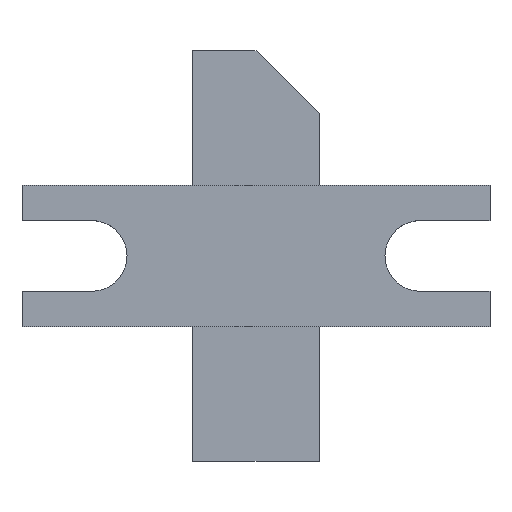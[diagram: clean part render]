
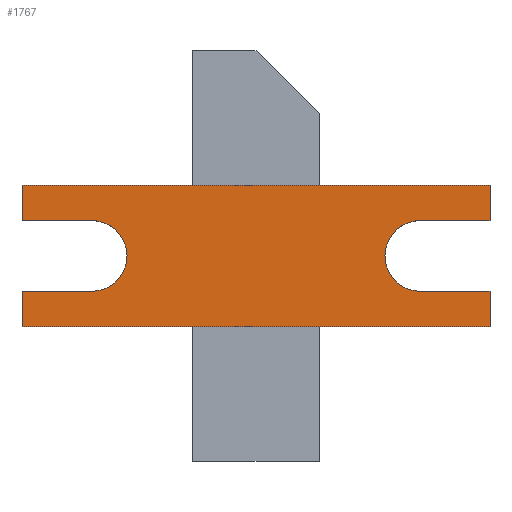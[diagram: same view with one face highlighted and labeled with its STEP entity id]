
A CAD part, top view. The second image highlights one B-rep face of the part: STEP entity #1767.
In plain terms, the highlighted planar face has unit normal (0, 0, 1).
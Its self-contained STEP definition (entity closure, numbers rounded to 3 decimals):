
#1767=ADVANCED_FACE('',(#3062),#3064,.T.);
#3062=FACE_BOUND('',#3063,.T.);
#3063=EDGE_LOOP('',(#4330,#4331,#4332,#4333,#4334,#4335,#4336,#4337,#4338,#4339,
#4340,#4341));
#3064=PLANE('',#3065);
#3065=AXIS2_PLACEMENT_3D('',#3066,#3067,#3068);
#3066=CARTESIAN_POINT('',(0.,0.,1.6));
#3067=DIRECTION('',(0.,0.,1.));
#3068=DIRECTION('',(-1.,0.,0.));
#4330=ORIENTED_EDGE('',*,*,#4842,.T.);
#4331=ORIENTED_EDGE('',*,*,#4840,.T.);
#4332=ORIENTED_EDGE('',*,*,#4862,.T.);
#4333=ORIENTED_EDGE('',*,*,#4860,.T.);
#4334=ORIENTED_EDGE('',*,*,#4858,.T.);
#4335=ORIENTED_EDGE('',*,*,#4856,.T.);
#4336=ORIENTED_EDGE('',*,*,#4854,.T.);
#4337=ORIENTED_EDGE('',*,*,#4852,.T.);
#4338=ORIENTED_EDGE('',*,*,#4850,.T.);
#4339=ORIENTED_EDGE('',*,*,#4848,.T.);
#4340=ORIENTED_EDGE('',*,*,#4846,.T.);
#4341=ORIENTED_EDGE('',*,*,#4844,.T.);
#4840=EDGE_CURVE('',#5694,#5692,#5695,.T.);
#4842=EDGE_CURVE('',#5697,#5694,#5698,.T.);
#4844=EDGE_CURVE('',#5700,#5697,#5701,.T.);
#4846=EDGE_CURVE('',#5703,#5700,#5704,.T.);
#4848=EDGE_CURVE('',#5706,#5703,#5707,.T.);
#4850=EDGE_CURVE('',#5709,#5706,#5710,.T.);
#4852=EDGE_CURVE('',#5712,#5709,#5713,.T.);
#4854=EDGE_CURVE('',#5715,#5712,#5716,.T.);
#4856=EDGE_CURVE('',#5718,#5715,#5719,.T.);
#4858=EDGE_CURVE('',#5721,#5718,#5722,.T.);
#4860=EDGE_CURVE('',#5724,#5721,#5725,.T.);
#4862=EDGE_CURVE('',#5692,#5724,#5727,.T.);
#5692=VERTEX_POINT('',#7583);
#5694=VERTEX_POINT('',#7587);
#5695=LINE('',#7588,#7589);
#5697=VERTEX_POINT('',#7594);
#5698=LINE('',#7595,#7596);
#5700=VERTEX_POINT('',#7601);
#5701=LINE('',#7602,#7603);
#5703=VERTEX_POINT('',#7608);
#5704=CIRCLE('',#7609,1.55);
#5706=VERTEX_POINT('',#7616);
#5707=LINE('',#7617,#7618);
#5709=VERTEX_POINT('',#7623);
#5710=LINE('',#7624,#7625);
#5712=VERTEX_POINT('',#7630);
#5713=LINE('',#7631,#7632);
#5715=VERTEX_POINT('',#7637);
#5716=LINE('',#7638,#7639);
#5718=VERTEX_POINT('',#7644);
#5719=LINE('',#7645,#7646);
#5721=VERTEX_POINT('',#7651);
#5722=CIRCLE('',#7652,1.55);
#5724=VERTEX_POINT('',#7659);
#5725=LINE('',#7660,#7661);
#5727=LINE('',#7666,#7667);
#7583=CARTESIAN_POINT('',(10.25,-3.1,1.6));
#7587=CARTESIAN_POINT('',(-10.25,-3.1,1.6));
#7588=CARTESIAN_POINT('',(-10.25,-3.1,1.6));
#7589=VECTOR('',#7590,1.);
#7590=DIRECTION('',(1.,0.,0.));
#7594=CARTESIAN_POINT('',(-10.25,-1.55,1.6));
#7595=CARTESIAN_POINT('',(-10.25,-1.55,1.6));
#7596=VECTOR('',#7597,1.);
#7597=DIRECTION('',(0.,-1.,0.));
#7601=CARTESIAN_POINT('',(-7.2,-1.55,1.6));
#7602=CARTESIAN_POINT('',(-7.2,-1.55,1.6));
#7603=VECTOR('',#7604,1.);
#7604=DIRECTION('',(-1.,0.,0.));
#7608=CARTESIAN_POINT('',(-7.2,1.55,1.6));
#7609=AXIS2_PLACEMENT_3D('',#7610,#7611,#7612);
#7610=CARTESIAN_POINT('',(-7.2,0.,1.6));
#7611=DIRECTION('',(0.,0.,-1.));
#7612=DIRECTION('',(0.,1.,0.));
#7616=CARTESIAN_POINT('',(-10.25,1.55,1.6));
#7617=CARTESIAN_POINT('',(-10.25,1.55,1.6));
#7618=VECTOR('',#7619,1.);
#7619=DIRECTION('',(1.,0.,0.));
#7623=CARTESIAN_POINT('',(-10.25,3.1,1.6));
#7624=CARTESIAN_POINT('',(-10.25,3.1,1.6));
#7625=VECTOR('',#7626,1.);
#7626=DIRECTION('',(0.,-1.,0.));
#7630=CARTESIAN_POINT('',(10.25,3.1,1.6));
#7631=CARTESIAN_POINT('',(10.25,3.1,1.6));
#7632=VECTOR('',#7633,1.);
#7633=DIRECTION('',(-1.,0.,0.));
#7637=CARTESIAN_POINT('',(10.25,1.55,1.6));
#7638=CARTESIAN_POINT('',(10.25,1.55,1.6));
#7639=VECTOR('',#7640,1.);
#7640=DIRECTION('',(0.,1.,0.));
#7644=CARTESIAN_POINT('',(7.2,1.55,1.6));
#7645=CARTESIAN_POINT('',(7.2,1.55,1.6));
#7646=VECTOR('',#7647,1.);
#7647=DIRECTION('',(1.,0.,0.));
#7651=CARTESIAN_POINT('',(7.2,-1.55,1.6));
#7652=AXIS2_PLACEMENT_3D('',#7653,#7654,#7655);
#7653=CARTESIAN_POINT('',(7.2,0.,1.6));
#7654=DIRECTION('',(0.,0.,-1.));
#7655=DIRECTION('',(0.,-1.,0.));
#7659=CARTESIAN_POINT('',(10.25,-1.55,1.6));
#7660=CARTESIAN_POINT('',(10.25,-1.55,1.6));
#7661=VECTOR('',#7662,1.);
#7662=DIRECTION('',(-1.,0.,0.));
#7666=CARTESIAN_POINT('',(10.25,-3.1,1.6));
#7667=VECTOR('',#7668,1.);
#7668=DIRECTION('',(0.,1.,0.));
